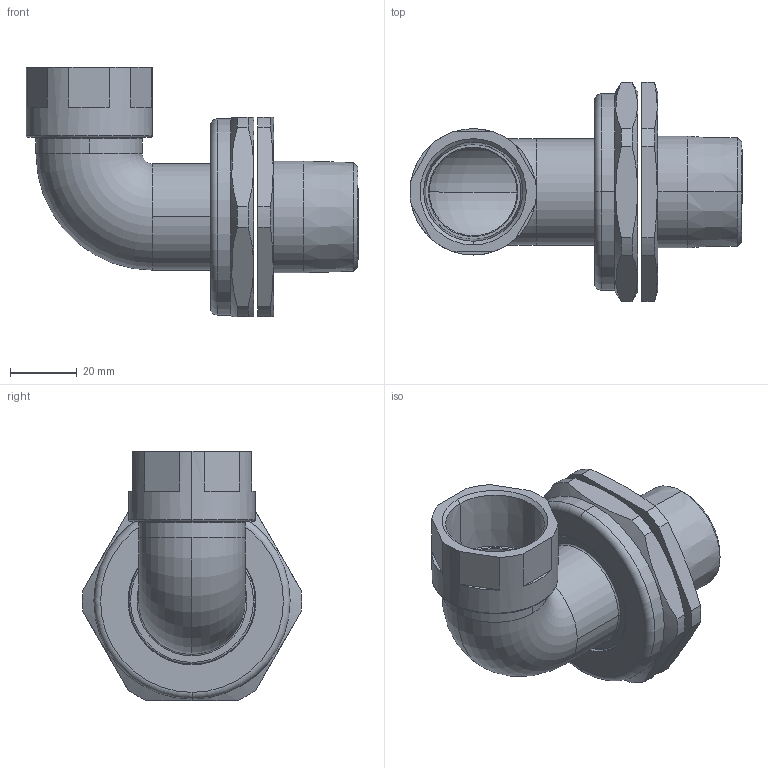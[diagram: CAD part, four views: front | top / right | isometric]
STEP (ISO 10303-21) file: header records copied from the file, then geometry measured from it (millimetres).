
FILE_DESCRIPTION (( 'STEP AP203' ), '1' );
FILE_NAME ('PX789REXDT3T3.STEP', '2017-10-04T14:32:01', ( '' ), ( '' ), 'SwSTEP 2.0', 'SolidWorks 2017', '' );
FILE_SCHEMA (( 'CONFIG_CONTROL_DESIGN' ));
Length unit declared in the file: millimetre
Products named in the file (1): PX789REXDT3T3
Bounding box: 99.83 x 65.97 x 75 mm (x, y, z)
Surface area: 30532.1 mm2 (no closed solid volume)
Topology: 0 solids, 4 shells, 106 faces, 264 edges, 168 vertices
Faces by surface type: cylinder 36, plane 34, cone 24, torus 12
Entity records: 3400 total; most frequent: CARTESIAN_POINT 731, DIRECTION 590, ORIENTED_EDGE 512, EDGE_CURVE 264, AXIS2_PLACEMENT_3D 247, VERTEX_POINT 168, CIRCLE 140, EDGE_LOOP 116
